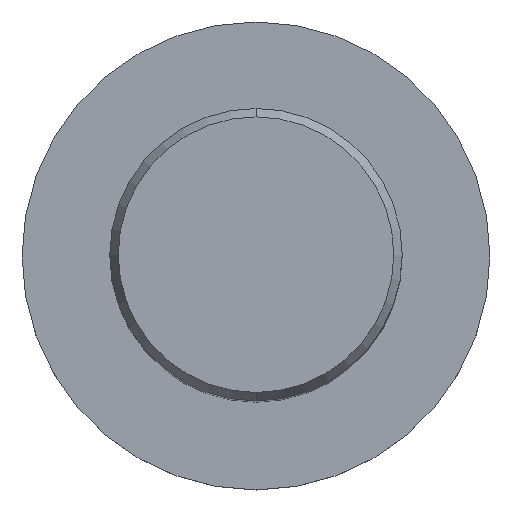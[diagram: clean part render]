
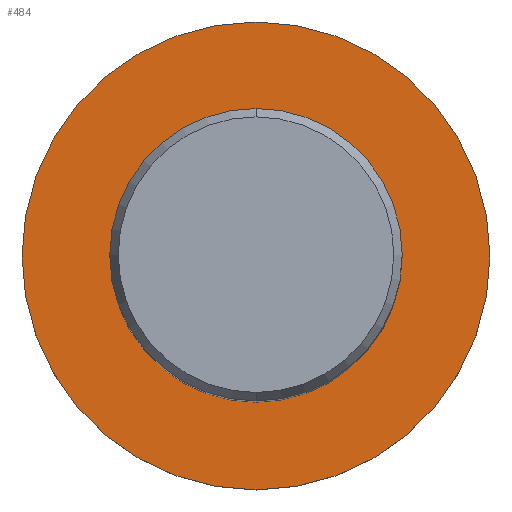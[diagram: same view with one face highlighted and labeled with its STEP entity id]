
A CAD part, top view. The second image highlights one B-rep face of the part: STEP entity #484.
In plain terms, the highlighted planar face has unit normal (0, 0, 1).
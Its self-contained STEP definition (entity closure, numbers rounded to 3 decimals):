
#200=EDGE_CURVE('',#218,#226,#534,.T.);
#218=VERTEX_POINT('',#554);
#226=VERTEX_POINT('',#562);
#288=EDGE_CURVE('',#406,#330,#634,.T.);
#330=VERTEX_POINT('',#679);
#406=VERTEX_POINT('',#760);
#416=EDGE_CURVE('',#330,#406,#772,.T.);
#428=EDGE_CURVE('',#226,#218,#785,.T.);
#484=ADVANCED_FACE('',(#845,#846),#847,.T.);
#534=CIRCLE('',#919,16.0);
#554=CARTESIAN_POINT('',(0.0,16.0,-50.0));
#562=CARTESIAN_POINT('',(0.,-16.0,-50.0));
#634=CIRCLE('',#1081,10.0);
#679=CARTESIAN_POINT('',(0.,-10.0,-50.0));
#760=CARTESIAN_POINT('',(0.0,10.0,-50.0));
#772=CIRCLE('',#1381,10.0);
#785=CIRCLE('',#1398,16.0);
#845=FACE_BOUND('',#1544,.T.);
#846=FACE_OUTER_BOUND('',#1545,.T.);
#847=PLANE('',#1546);
#919=AXIS2_PLACEMENT_3D('',#1583,#1584,#1585);
#1081=AXIS2_PLACEMENT_3D('',#1719,#1720,#1721);
#1381=AXIS2_PLACEMENT_3D('',#1861,#1862,#1863);
#1398=AXIS2_PLACEMENT_3D('',#1876,#1877,#1878);
#1544=EDGE_LOOP('',(#1953,#1954));
#1545=EDGE_LOOP('',(#1955,#1956));
#1546=AXIS2_PLACEMENT_3D('',#1957,#1958,#1959);
#1583=CARTESIAN_POINT('',(0.0,0.0,-50.0));
#1584=DIRECTION('',(0.0,0.0,-1.0));
#1585=DIRECTION('',(0.0,1.0,0.0));
#1719=CARTESIAN_POINT('',(0.0,0.0,-50.0));
#1720=DIRECTION('',(-0.0,0.0,-1.0));
#1721=DIRECTION('',(0.0,1.0,0.0));
#1861=CARTESIAN_POINT('',(0.0,0.0,-50.0));
#1862=DIRECTION('',(-0.0,0.0,-1.0));
#1863=DIRECTION('',(0.0,1.0,0.0));
#1876=CARTESIAN_POINT('',(0.0,0.0,-50.0));
#1877=DIRECTION('',(0.0,0.0,-1.0));
#1878=DIRECTION('',(0.0,1.0,0.0));
#1953=ORIENTED_EDGE('',*,*,#288,.T.);
#1954=ORIENTED_EDGE('',*,*,#416,.T.);
#1955=ORIENTED_EDGE('',*,*,#200,.F.);
#1956=ORIENTED_EDGE('',*,*,#428,.F.);
#1957=CARTESIAN_POINT('',(0.0,8.0,-50.0));
#1958=DIRECTION('',(-0.0,0.0,1.0));
#1959=DIRECTION('',(0.0,-1.0,0.0));
